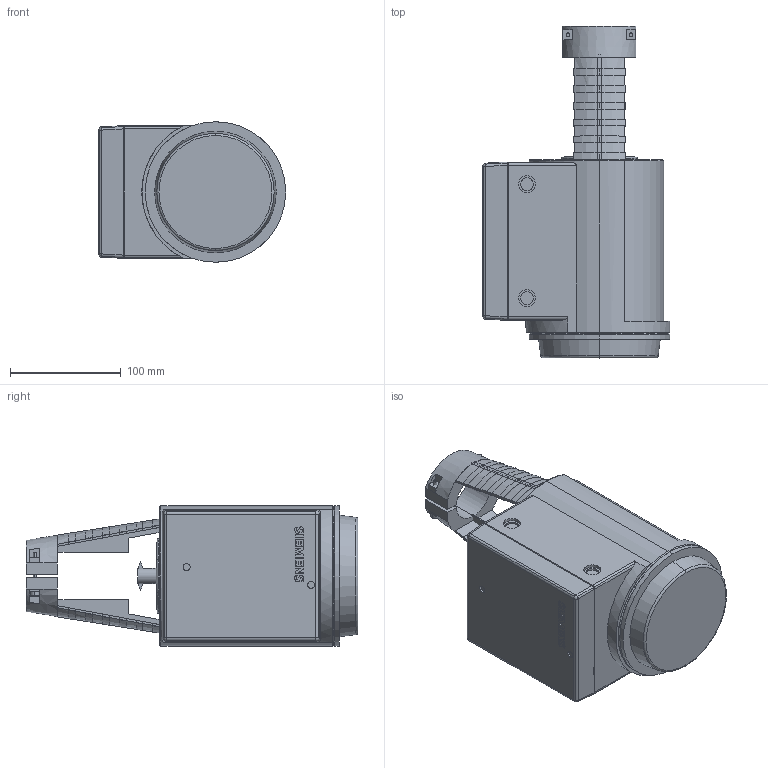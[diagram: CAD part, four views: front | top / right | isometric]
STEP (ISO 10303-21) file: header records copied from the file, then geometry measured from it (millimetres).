
FILE_DESCRIPTION((''),'2;1');
FILE_NAME('SKD32_82u60_62.stp','2006-10-04T16:25:13',(''),(''),'Mechanical Desktop 2006','Mechanical Desktop 2006',', , ');
FILE_SCHEMA(('AUTOMOTIVE_DESIGN { 1 2 10303 214 0 1 1 1 }'));
Length unit declared in the file: millimetre
Products named in the file (2): Product; RM_SDB
Bounding box: 169.4 x 300 x 127 mm (x, y, z)
Volume: 3201106.3 mm3; surface area: 336261.4 mm2
Topology: 45 solids, 45 shells, 513 faces, 1202 edges, 785 vertices
Faces by surface type: plane 198, cylinder 140, bspline 127, cone 34, torus 10, sphere 4
Entity records: 15626 total; most frequent: CARTESIAN_POINT 3817, ORIENTED_EDGE 2400, DIRECTION 2356, EDGE_CURVE 1200, AXIS2_PLACEMENT_3D 814, VERTEX_POINT 785, VECTOR 728, LINE 728
